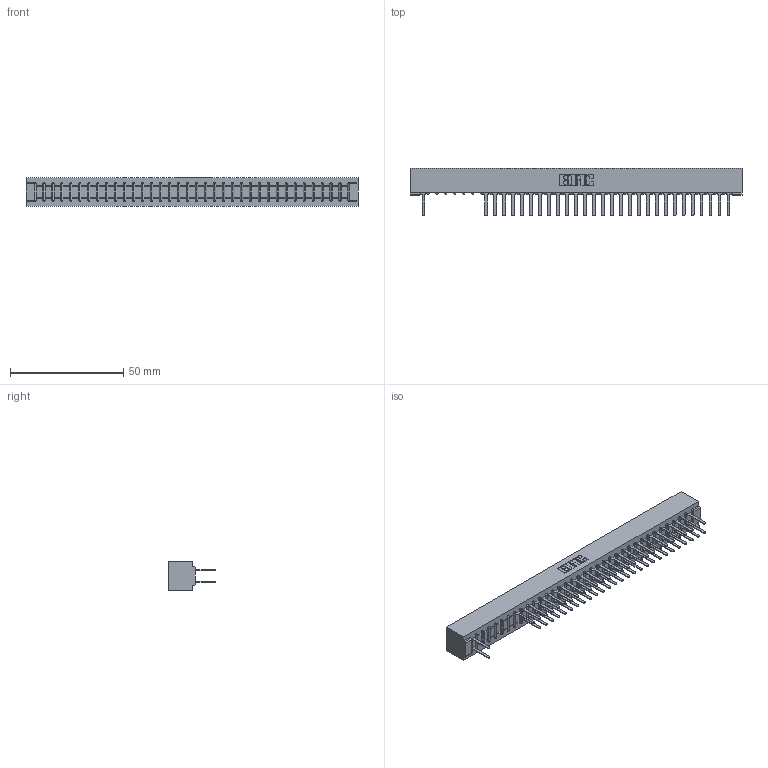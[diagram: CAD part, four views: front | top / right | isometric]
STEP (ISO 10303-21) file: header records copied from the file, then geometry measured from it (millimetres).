
FILE_DESCRIPTION (( 'STEP AP203' ), '1' );
FILE_NAME ('307-070-522-201.STEP', '2018-08-06T12:45:59', ( '' ), ( '' ), 'SwSTEP 2.0', 'SolidWorks 2016', '' );
FILE_SCHEMA (( 'CONFIG_CONTROL_DESIGN' ));
Length unit declared in the file: inch
Products named in the file (3): 307 Part_No Mounting Lugs; 307-290-001_522; 307-070-522-201
Assembly tree (58 placements, depth 2):
  307-070-522-201
    307 Part_No Mounting Lugs
    307-290-001_522  x57
Bounding box: 146.56 x 21.11 x 12.7 mm (x, y, z)
Volume: 16037.1 mm3; surface area: 19312.4 mm2
Topology: 58 solids, 58 shells, 2898 faces, 8125 edges, 5242 vertices
Faces by surface type: plane 1911, cylinder 915, sphere 72
Entity records: 31262 total; most frequent: CARTESIAN_POINT 5166, ORIENTED_EDGE 5130, DIRECTION 5049, EDGE_CURVE 2565, VECTOR 1967, LINE 1967, VERTEX_POINT 1658, AXIS2_PLACEMENT_3D 1541
